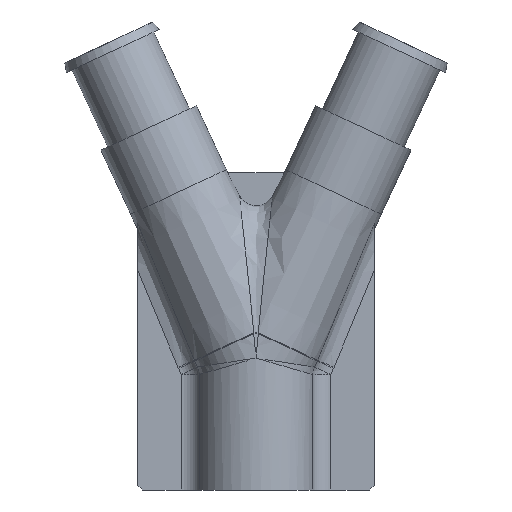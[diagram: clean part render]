
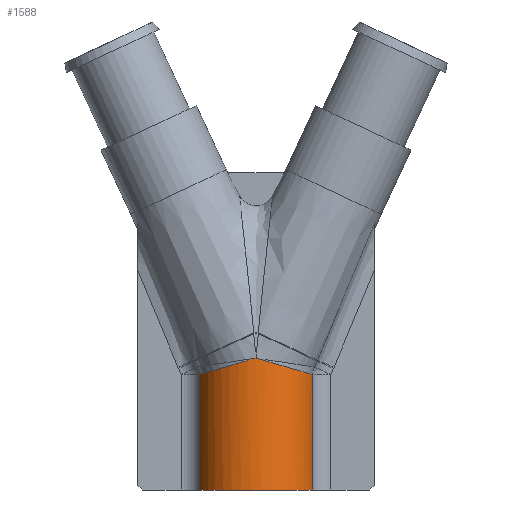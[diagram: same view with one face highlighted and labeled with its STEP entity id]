
A CAD part, front view. The second image highlights one B-rep face of the part: STEP entity #1588.
In plain terms, the highlighted cylindrical face has radius 12.55 mm (diameter 25.1 mm), a partial arc.
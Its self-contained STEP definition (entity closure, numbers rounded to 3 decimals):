
#71=CYLINDRICAL_SURFACE('',#1750,12.55);
#113=CIRCLE('',#1707,12.55);
#176=ELLIPSE('',#1742,13.075,12.55);
#177=ELLIPSE('',#1745,13.075,12.55);
#239=LINE('',#3082,#300);
#240=LINE('',#3271,#301);
#300=VECTOR('',#2021,10.);
#301=VECTOR('',#2056,10.);
#387=FACE_OUTER_BOUND('',#495,.T.);
#495=EDGE_LOOP('',(#1297,#1298,#1299,#1300,#1301));
#681=VERTEX_POINT('',#2986);
#682=VERTEX_POINT('',#2988);
#702=VERTEX_POINT('',#3078);
#712=VERTEX_POINT('',#3240);
#713=VERTEX_POINT('',#3267);
#865=EDGE_CURVE('',#681,#682,#113,.T.);
#896=EDGE_CURVE('',#682,#702,#239,.T.);
#915=EDGE_CURVE('',#713,#712,#176,.T.);
#916=EDGE_CURVE('',#712,#681,#240,.T.);
#919=EDGE_CURVE('',#702,#713,#177,.T.);
#1297=ORIENTED_EDGE('',*,*,#916,.F.);
#1298=ORIENTED_EDGE('',*,*,#915,.F.);
#1299=ORIENTED_EDGE('',*,*,#919,.F.);
#1300=ORIENTED_EDGE('',*,*,#896,.F.);
#1301=ORIENTED_EDGE('',*,*,#865,.F.);
#1588=ADVANCED_FACE('',(#387),#71,.T.);
#1707=AXIS2_PLACEMENT_3D('',#2989,#1968,#1969);
#1742=AXIS2_PLACEMENT_3D('',#3269,#2052,#2053);
#1745=AXIS2_PLACEMENT_3D('',#3322,#2060,#2061);
#1750=AXIS2_PLACEMENT_3D('',#3368,#2071,#2072);
#1968=DIRECTION('center_axis',(0.,0.,-1.));
#1969=DIRECTION('ref_axis',(-1.,0.,0.));
#2021=DIRECTION('',(0.,0.,1.));
#2052=DIRECTION('center_axis',(0.281,0.,0.96));
#2053=DIRECTION('ref_axis',(0.96,0.,-0.281));
#2056=DIRECTION('',(0.,0.,-1.));
#2060=DIRECTION('center_axis',(-0.281,0.,0.96));
#2061=DIRECTION('ref_axis',(-0.96,0.,-0.281));
#2071=DIRECTION('center_axis',(0.,0.,-1.));
#2072=DIRECTION('ref_axis',(-1.,0.,0.));
#2986=CARTESIAN_POINT('',(12.011,-3.64,-28.));
#2988=CARTESIAN_POINT('',(-12.011,-3.64,-28.));
#2989=CARTESIAN_POINT('Origin',(0.,0.,-28.));
#3078=CARTESIAN_POINT('',(-12.011,-3.64,-3.511));
#3082=CARTESIAN_POINT('',(-12.011,-3.64,0.));
#3240=CARTESIAN_POINT('',(12.011,-3.64,-3.511));
#3267=CARTESIAN_POINT('',(0.,-12.55,0.));
#3269=CARTESIAN_POINT('Origin',(0.,0.,0.));
#3271=CARTESIAN_POINT('',(12.011,-3.64,0.));
#3322=CARTESIAN_POINT('Origin',(0.,0.,0.));
#3368=CARTESIAN_POINT('Origin',(0.,0.,0.));
